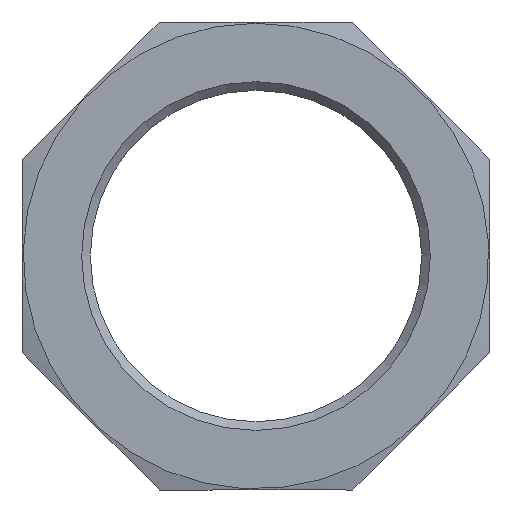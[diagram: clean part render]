
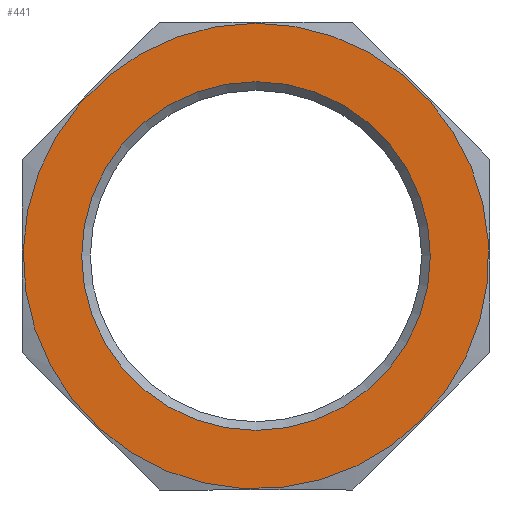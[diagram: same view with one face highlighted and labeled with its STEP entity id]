
A CAD part, left-side view. The second image highlights one B-rep face of the part: STEP entity #441.
In plain terms, the highlighted planar face has unit normal (-1, 0, 0).
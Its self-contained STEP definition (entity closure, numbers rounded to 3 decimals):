
#206 = CARTESIAN_POINT ( 'NONE',  ( 0., 0., 0. ) ) ;
#441 = ADVANCED_FACE ( 'NONE', ( #4762, #7366 ), #7284, .F. ) ;
#887 = CARTESIAN_POINT ( 'NONE',  ( 0., 50.5, 0. ) ) ;
#957 = CARTESIAN_POINT ( 'NONE',  ( 0., 0., 29.807 ) ) ;
#1582 = DIRECTION ( 'NONE',  ( -1., 0., 0. ) ) ;
#2332 = DIRECTION ( 'NONE',  ( 0., 0., 1. ) ) ;
#3392 = DIRECTION ( 'NONE',  ( 1., 0., 0. ) ) ;
#3552 = EDGE_LOOP ( 'NONE', ( #12750 ) ) ;
#3709 = VERTEX_POINT ( 'NONE', #8840 ) ;
#4762 = FACE_BOUND ( 'NONE', #3552, .T. ) ;
#5278 = DIRECTION ( 'NONE',  ( 0., 0., 1. ) ) ;
#6153 = VERTEX_POINT ( 'NONE', #957 ) ;
#6894 = CIRCLE ( 'NONE', #8860, 39.8 ) ;
#7284 = PLANE ( 'NONE',  #15417 ) ;
#7366 = FACE_OUTER_BOUND ( 'NONE', #14371, .T. ) ;
#8685 = EDGE_CURVE ( 'NONE', #6153, #6153, #16112, .T. ) ;
#8840 = CARTESIAN_POINT ( 'NONE',  ( 0., 0., 39.8 ) ) ;
#8860 = AXIS2_PLACEMENT_3D ( 'NONE', #206, #1582, #5278 ) ;
#10054 = DIRECTION ( 'NONE',  ( 0., 0., -1. ) ) ;
#12600 = CARTESIAN_POINT ( 'NONE',  ( 0., 0., 0. ) ) ;
#12750 = ORIENTED_EDGE ( 'NONE', *, *, #8685, .F. ) ;
#12773 = ORIENTED_EDGE ( 'NONE', *, *, #14133, .T. ) ;
#13089 = AXIS2_PLACEMENT_3D ( 'NONE', #12600, #15279, #2332 ) ;
#14133 = EDGE_CURVE ( 'NONE', #3709, #3709, #6894, .T. ) ;
#14371 = EDGE_LOOP ( 'NONE', ( #12773 ) ) ;
#15279 = DIRECTION ( 'NONE',  ( -1., 0., 0. ) ) ;
#15417 = AXIS2_PLACEMENT_3D ( 'NONE', #887, #3392, #10054 ) ;
#16112 = CIRCLE ( 'NONE', #13089, 29.807 ) ;
